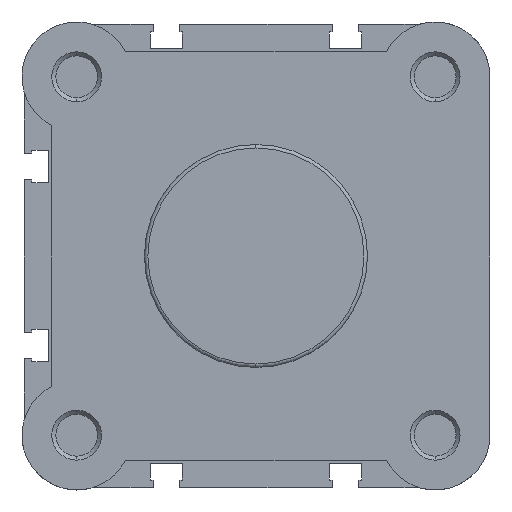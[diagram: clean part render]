
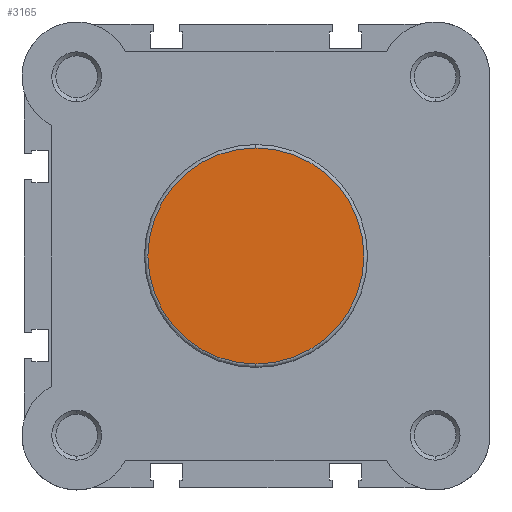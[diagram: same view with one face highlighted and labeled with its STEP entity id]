
A CAD part, left-side view. The second image highlights one B-rep face of the part: STEP entity #3165.
In plain terms, the highlighted planar face has unit normal (-1, 0, 0).
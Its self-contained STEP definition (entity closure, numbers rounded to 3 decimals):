
#165 = CARTESIAN_POINT ( 'NONE',  ( 0., 22.4, 0. ) ) ;
#166 = PLANE ( 'NONE',  #5194 ) ;
#168 = DIRECTION ( 'NONE',  ( 1., 0., 0. ) ) ;
#169 = DIRECTION ( 'NONE',  ( 0., 0., -1. ) ) ;
#892 = CARTESIAN_POINT ( 'NONE',  ( 0., 0., 21.7 ) ) ;
#922 = CARTESIAN_POINT ( 'NONE',  ( 0., 0., -21.7 ) ) ;
#1663 = CIRCLE ( 'NONE', #5457, 21.7 ) ;
#1686 = CIRCLE ( 'NONE', #5462, 21.7 ) ;
#2433 = CARTESIAN_POINT ( 'NONE',  ( 0., 0., 0. ) ) ;
#2441 = DIRECTION ( 'NONE',  ( -1., 0., 0. ) ) ;
#2442 = DIRECTION ( 'NONE',  ( 0., 0., -1. ) ) ;
#2471 = CARTESIAN_POINT ( 'NONE',  ( 0., 0., 0. ) ) ;
#2473 = DIRECTION ( 'NONE',  ( -1., 0., 0. ) ) ;
#2474 = DIRECTION ( 'NONE',  ( 0., 0., -1. ) ) ;
#3165 = ADVANCED_FACE ( 'NONE', ( #4398 ), #166, .F. ) ;
#3540 = VERTEX_POINT ( 'NONE', #892 ) ;
#3570 = VERTEX_POINT ( 'NONE', #922 ) ;
#4051 = EDGE_LOOP ( 'NONE', ( #6111, #6132 ) ) ;
#4398 = FACE_OUTER_BOUND ( 'NONE', #4051, .T. ) ;
#5194 = AXIS2_PLACEMENT_3D ( 'NONE', #165, #168, #169 ) ;
#5457 = AXIS2_PLACEMENT_3D ( 'NONE', #2433, #2441, #2442 ) ;
#5462 = AXIS2_PLACEMENT_3D ( 'NONE', #2471, #2473, #2474 ) ;
#6111 = ORIENTED_EDGE ( 'NONE', *, *, #6328, .T. ) ;
#6132 = ORIENTED_EDGE ( 'NONE', *, *, #6342, .T. ) ;
#6328 = EDGE_CURVE ( 'NONE', #3570, #3540, #1663, .T. ) ;
#6342 = EDGE_CURVE ( 'NONE', #3540, #3570, #1686, .T. ) ;
